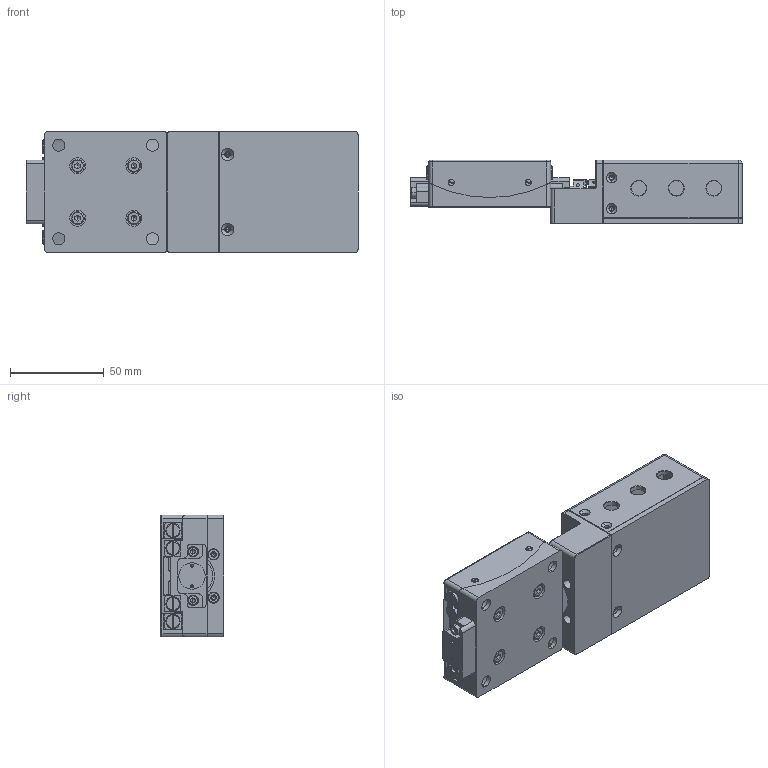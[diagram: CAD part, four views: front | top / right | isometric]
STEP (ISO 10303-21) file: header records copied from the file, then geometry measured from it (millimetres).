
FILE_DESCRIPTION (( 'STEP AP203' ), '1' );
FILE_NAME ('528674.STEP', '2024-09-21T09:08:56', ( '' ), ( '' ), 'SwSTEP 2.0', 'SolidWorks 2020', '' );
FILE_SCHEMA (( 'CONFIG_CONTROL_DESIGN' ));
Products named in the file (1): 528674
Bounding box: 177 x 34 x 65 mm (x, y, z)
Volume: 215021.2 mm3; surface area: 115375.3 mm2
Topology: 54 solids, 54 shells, 1628 faces, 4009 edges, 2502 vertices
Faces by surface type: plane 672, cylinder 627, cone 261, torus 54, sphere 10, bspline 4
Entity records: 54967 total; most frequent: CARTESIAN_POINT 16194, DIRECTION 8284, ORIENTED_EDGE 7822, EDGE_CURVE 3911, AXIS2_PLACEMENT_3D 3172, VERTEX_POINT 2498, EDGE_LOOP 1955, LINE 1940
